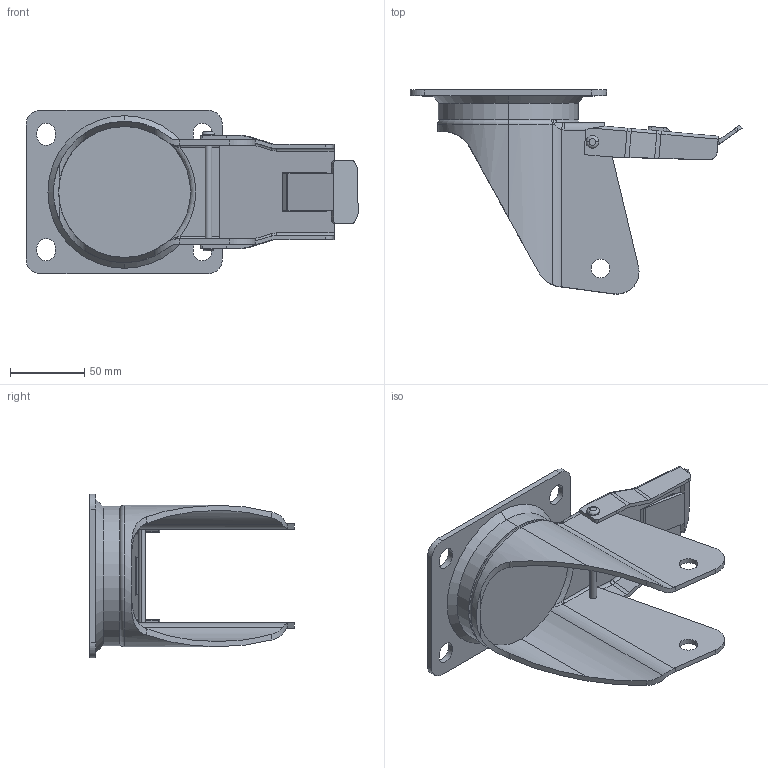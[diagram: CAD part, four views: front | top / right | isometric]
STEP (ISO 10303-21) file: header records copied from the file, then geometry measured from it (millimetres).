
FILE_DESCRIPTION (( 'STEP AP214' ), '1' );
FILE_NAME ('0029777.step', '2023-01-02T12:18:55', ( '' ), ( '' ), 'SwSTEP 2.0', 'SolidWorks 2020', '' );
FILE_SCHEMA (( 'AUTOMOTIVE_DESIGN' ));
Length unit declared in the file: millimetre
Products named in the file (1): 0029777
Bounding box: 223.02 x 137.2 x 110 mm (x, y, z)
Volume: 269072.3 mm3; surface area: 102021.7 mm2
Topology: 3 solids, 3 shells, 218 faces, 570 edges, 366 vertices
Faces by surface type: cylinder 95, plane 83, torus 28, bspline 10, cone 2
Entity records: 9634 total; most frequent: CARTESIAN_POINT 1747, DIRECTION 1158, ORIENTED_EDGE 1140, EDGE_CURVE 570, AXIS2_PLACEMENT_3D 437, VERTEX_POINT 366, LINE 284, VECTOR 284
